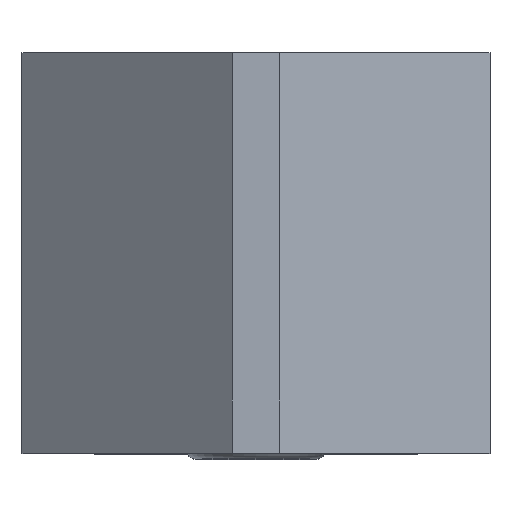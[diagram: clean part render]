
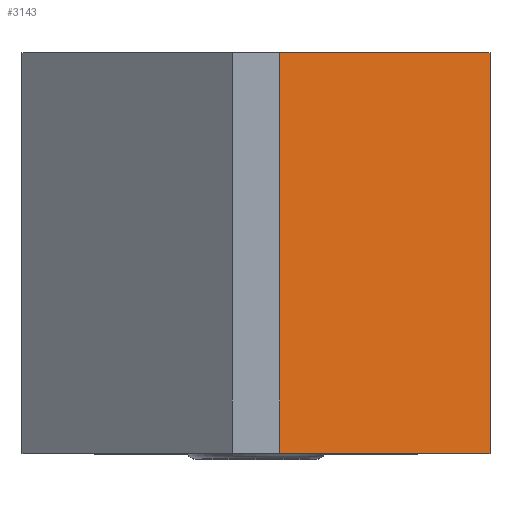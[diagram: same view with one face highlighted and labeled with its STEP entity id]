
A CAD part, top view. The second image highlights one B-rep face of the part: STEP entity #3143.
In plain terms, the highlighted planar face has unit normal (0.643, 0, 0.766).
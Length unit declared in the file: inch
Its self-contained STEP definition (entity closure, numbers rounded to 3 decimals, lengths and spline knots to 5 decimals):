
#162=DIRECTION('',(-0.766,0.,0.643));
#163=VECTOR('',#162,0.85565);
#164=CARTESIAN_POINT('',(0.73,-0.625,1.12));
#165=LINE('',#164,#163);
#273=DIRECTION('',(-0.766,0.,0.643));
#274=VECTOR('',#273,0.85565);
#275=CARTESIAN_POINT('',(0.73,0.625,1.12));
#276=LINE('',#275,#274);
#309=DIRECTION('',(0.,1.,0.));
#310=VECTOR('',#309,1.25);
#311=CARTESIAN_POINT('',(0.73,-0.625,1.12));
#312=LINE('',#311,#310);
#321=DIRECTION('',(0.,1.,0.));
#322=VECTOR('',#321,1.25);
#323=CARTESIAN_POINT('',(0.07454,-0.625,1.67));
#324=LINE('',#323,#322);
#2531=CARTESIAN_POINT('',(0.07454,-0.625,1.67));
#2532=CARTESIAN_POINT('',(0.07454,0.625,1.67));
#2533=VERTEX_POINT('',#2531);
#2534=VERTEX_POINT('',#2532);
#2549=CARTESIAN_POINT('',(0.73,-0.625,1.12));
#2550=VERTEX_POINT('',#2549);
#2553=CARTESIAN_POINT('',(0.73,0.625,1.12));
#2554=VERTEX_POINT('',#2553);
#3131=CARTESIAN_POINT('',(0.73,0.625,1.12));
#3132=DIRECTION('',(-0.643,0.,-0.766));
#3133=DIRECTION('',(-0.766,0.,0.643));
#3134=AXIS2_PLACEMENT_3D('',#3131,#3132,#3133);
#3135=PLANE('',#3134);
#3137=ORIENTED_EDGE('',*,*,#3136,.T.);
#3138=ORIENTED_EDGE('',*,*,#3095,.F.);
#3139=ORIENTED_EDGE('',*,*,#3125,.F.);
#3140=ORIENTED_EDGE('',*,*,#2986,.T.);
#3141=EDGE_LOOP('',(#3137,#3138,#3139,#3140));
#3142=FACE_OUTER_BOUND('',#3141,.F.);
#2986=EDGE_CURVE('',#2550,#2533,#165,.T.);
#3095=EDGE_CURVE('',#2554,#2534,#276,.T.);
#3125=EDGE_CURVE('',#2550,#2554,#312,.T.);
#3136=EDGE_CURVE('',#2533,#2534,#324,.T.);
#3143=ADVANCED_FACE('',(#3142),#3135,.F.);
